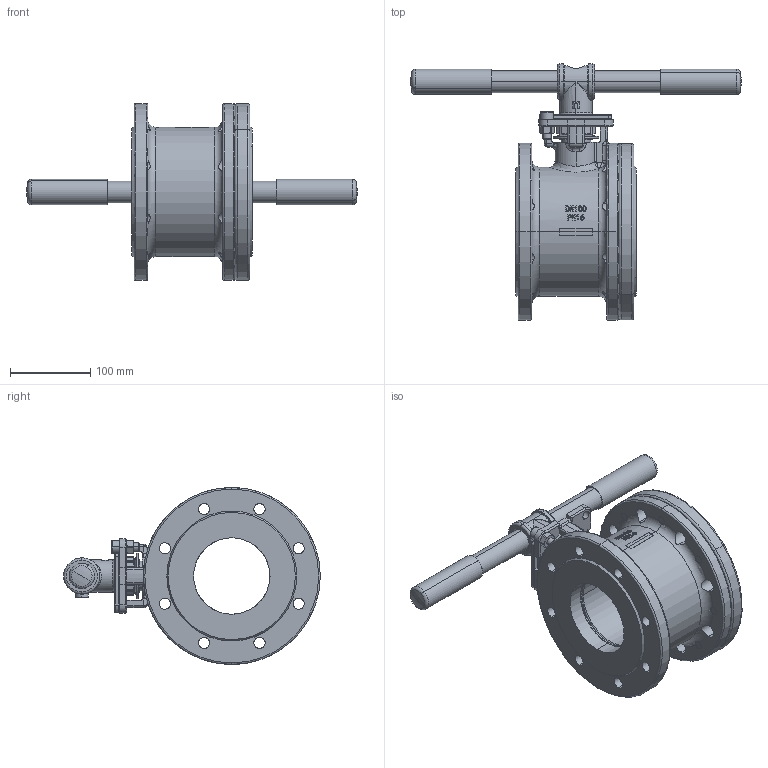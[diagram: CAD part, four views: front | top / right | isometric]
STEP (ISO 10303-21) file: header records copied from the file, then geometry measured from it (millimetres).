
FILE_DESCRIPTION (( 'STEP AP203' ), '1' );
FILE_NAME ('蚾饜极-900585460070401.SLDASM.SLDPRT.STEP', '2024-11-06T02:18:58', ( '2023' ), ( '' ), 'SwSTEP 2.0', 'SolidWorks 2013', '' );
FILE_SCHEMA (( 'CONFIG_CONTROL_DESIGN' ));
Length unit declared in the file: millimetre
Products named in the file (1): 蚾饜极-900585460070401.SLDASM.SLDPRT
Bounding box: 411.05 x 318.93 x 220 mm (x, y, z)
Volume: 2954889.4 mm3; surface area: 663972.3 mm2
Topology: 38 solids, 38 shells, 1335 faces, 3323 edges, 2048 vertices
Faces by surface type: plane 458, cylinder 443, cone 178, torus 133, bspline 102, sphere 21
Entity records: 47798 total; most frequent: CARTESIAN_POINT 16057, DIRECTION 6756, ORIENTED_EDGE 6546, EDGE_CURVE 3273, AXIS2_PLACEMENT_3D 2685, VERTEX_POINT 2041, EDGE_LOOP 1518, CIRCLE 1451
